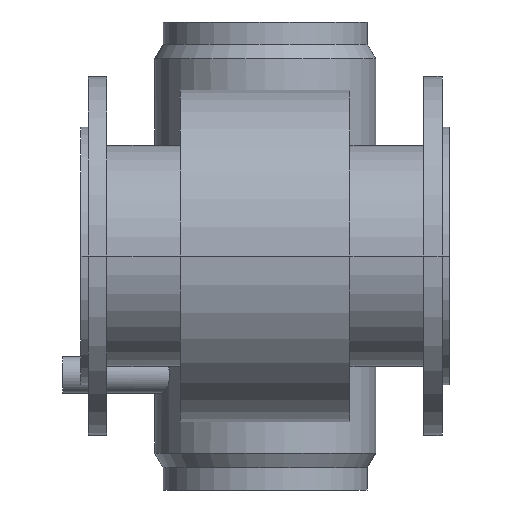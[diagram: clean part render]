
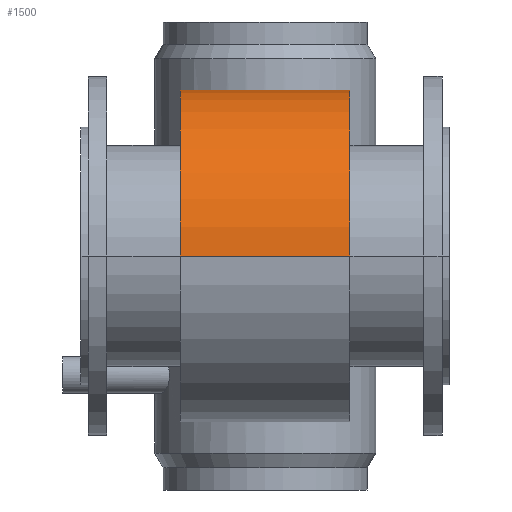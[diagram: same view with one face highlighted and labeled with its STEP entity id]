
A CAD part, front view. The second image highlights one B-rep face of the part: STEP entity #1500.
In plain terms, the highlighted cylindrical face has radius 90 mm (diameter 180 mm), a partial arc.
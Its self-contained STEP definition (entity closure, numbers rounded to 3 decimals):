
#89 = VECTOR ( 'NONE', #583, 1000. ) ;
#113 = VERTEX_POINT ( 'NONE', #2319 ) ;
#131 = AXIS2_PLACEMENT_3D ( 'NONE', #763, #1478, #3243 ) ;
#134 = CARTESIAN_POINT ( 'NONE',  ( -12.081, 89.943, 3.236 ) ) ;
#154 = EDGE_CURVE ( 'NONE', #2864, #1399, #2065, .T. ) ;
#172 = CARTESIAN_POINT ( 'NONE',  ( 0., 89.128, 12.5 ) ) ;
#209 = CARTESIAN_POINT ( 'NONE',  ( -3.242, 89.186, 12.079 ) ) ;
#226 = CARTESIAN_POINT ( 'NONE',  ( 12.5, 90., 0. ) ) ;
#276 = ORIENTED_EDGE ( 'NONE', *, *, #929, .T. ) ;
#334 = LINE ( 'NONE', #1573, #89 ) ;
#345 = VECTOR ( 'NONE', #2628, 1000. ) ;
#429 = CARTESIAN_POINT ( 'NONE',  ( -9.922, 89.678, 7.614 ) ) ;
#438 = VECTOR ( 'NONE', #1490, 1000. ) ;
#460 = CARTESIAN_POINT ( 'NONE',  ( -11.842, 89.911, 4.022 ) ) ;
#467 = CARTESIAN_POINT ( 'NONE',  ( 12.399, 89.986, 1.638 ) ) ;
#480 = CARTESIAN_POINT ( 'NONE',  ( 5.537, 89.299, 11.214 ) ) ;
#492 = CARTESIAN_POINT ( 'NONE',  ( 12.5, 90., 0.408 ) ) ;
#500 = CARTESIAN_POINT ( 'NONE',  ( 9.42, 89.622, 8.257 ) ) ;
#551 = B_SPLINE_CURVE_WITH_KNOTS ( 'NONE', 3,
 ( #226, #492, #1481, #467, #2213, #714, #972, #2448, #2000, #1465, #1722, #1742, #500, #2231, #2725, #2241, #1985, #480, #2478, #994, #2434, #1565, #1576, #581, #2093, #1504 ),
 .UNSPECIFIED., .F., .F.,
 ( 4, 2, 2, 2, 2, 2, 2, 2, 2, 2, 2, 2, 4 ),
 ( 0.02, 0.021, 0.022, 0.024, 0.026, 0.027, 0.029, 0.032, 0.033, 0.034, 0.037, 0.038, 0.039 ),
 .UNSPECIFIED. ) ;
#581 = CARTESIAN_POINT ( 'NONE',  ( 0.817, 89.131, 12.48 ) ) ;
#583 = DIRECTION ( 'NONE',  ( -1., 0., 0. ) ) ;
#596 = ORIENTED_EDGE ( 'NONE', *, *, #1499, .T. ) ;
#674 = FACE_OUTER_BOUND ( 'NONE', #2941, .T. ) ;
#679 = CARTESIAN_POINT ( 'NONE',  ( -6.607, 89.372, 10.619 ) ) ;
#714 = CARTESIAN_POINT ( 'NONE',  ( 12.098, 89.945, 3.249 ) ) ;
#722 = AXIS2_PLACEMENT_3D ( 'NONE', #2663, #2914, #1673 ) ;
#763 = CARTESIAN_POINT ( 'NONE',  ( -100., 0., 0. ) ) ;
#838 = CARTESIAN_POINT ( 'NONE',  ( -100., -90., 0. ) ) ;
#929 = EDGE_CURVE ( 'NONE', #2919, #113, #334, .T. ) ;
#931 = CARTESIAN_POINT ( 'NONE',  ( 0., 89.128, 12.5 ) ) ;
#947 = CARTESIAN_POINT ( 'NONE',  ( -1.629, 89.139, 12.421 ) ) ;
#972 = CARTESIAN_POINT ( 'NONE',  ( 11.861, 89.913, 4.028 ) ) ;
#994 = CARTESIAN_POINT ( 'NONE',  ( 4.028, 89.215, 11.862 ) ) ;
#1118 = VERTEX_POINT ( 'NONE', #2358 ) ;
#1119 = CARTESIAN_POINT ( 'NONE',  ( -12.419, 89.989, 1.641 ) ) ;
#1200 = CARTESIAN_POINT ( 'NONE',  ( -10.847, 89.784, 6.266 ) ) ;
#1205 = CARTESIAN_POINT ( 'NONE',  ( -100., 90., 0. ) ) ;
#1214 = CARTESIAN_POINT ( 'NONE',  ( -5.161, 89.276, 11.392 ) ) ;
#1218 = CIRCLE ( 'NONE', #722, 90. ) ;
#1219 = CARTESIAN_POINT ( 'NONE',  ( 12.5, 90., 0. ) ) ;
#1233 = CARTESIAN_POINT ( 'NONE',  ( 46., 90., 0. ) ) ;
#1314 = ORIENTED_EDGE ( 'NONE', *, *, #2286, .F. ) ;
#1369 = ORIENTED_EDGE ( 'NONE', *, *, #154, .T. ) ;
#1399 = VERTEX_POINT ( 'NONE', #1233 ) ;
#1465 = CARTESIAN_POINT ( 'NONE',  ( 10.827, 89.783, 6.261 ) ) ;
#1478 = DIRECTION ( 'NONE',  ( -1., 0., 0. ) ) ;
#1481 = CARTESIAN_POINT ( 'NONE',  ( 12.48, 89.997, 0.817 ) ) ;
#1490 = DIRECTION ( 'NONE',  ( -1., 0., 0. ) ) ;
#1499 = EDGE_CURVE ( 'NONE', #2046, #2919, #3042, .T. ) ;
#1500 = ADVANCED_FACE ( 'NONE', ( #674 ), #2976, .T. ) ;
#1504 = CARTESIAN_POINT ( 'NONE',  ( 0., 89.128, 12.5 ) ) ;
#1565 = CARTESIAN_POINT ( 'NONE',  ( 2.046, 89.15, 12.338 ) ) ;
#1573 = CARTESIAN_POINT ( 'NONE',  ( -100., 90., 0. ) ) ;
#1576 = CARTESIAN_POINT ( 'NONE',  ( 1.638, 89.142, 12.399 ) ) ;
#1673 = DIRECTION ( 'NONE',  ( 0., -1., 0. ) ) ;
#1676 = AXIS2_PLACEMENT_3D ( 'NONE', #2061, #1790, #2561 ) ;
#1681 = CARTESIAN_POINT ( 'NONE',  ( -9.124, 89.593, 8.554 ) ) ;
#1691 = CARTESIAN_POINT ( 'NONE',  ( -11.703, 89.893, 4.412 ) ) ;
#1695 = CARTESIAN_POINT ( 'NONE',  ( -0.816, 89.128, 12.5 ) ) ;
#1722 = CARTESIAN_POINT ( 'NONE',  ( 10.617, 89.758, 6.611 ) ) ;
#1742 = CARTESIAN_POINT ( 'NONE',  ( 9.938, 89.679, 7.625 ) ) ;
#1761 = LINE ( 'NONE', #1205, #438 ) ;
#1790 = DIRECTION ( 'NONE',  ( -1., 0., 0. ) ) ;
#1943 = CARTESIAN_POINT ( 'NONE',  ( -9.399, 89.622, 8.251 ) ) ;
#1965 = CARTESIAN_POINT ( 'NONE',  ( -4.025, 89.218, 11.841 ) ) ;
#1985 = CARTESIAN_POINT ( 'NONE',  ( 6.26, 89.347, 10.827 ) ) ;
#2000 = CARTESIAN_POINT ( 'NONE',  ( 11.214, 89.83, 5.539 ) ) ;
#2046 = VERTEX_POINT ( 'NONE', #172 ) ;
#2052 = ORIENTED_EDGE ( 'NONE', *, *, #2344, .F. ) ;
#2061 = CARTESIAN_POINT ( 'NONE',  ( 46., 0., 0. ) ) ;
#2065 = CIRCLE ( 'NONE', #1676, 90. ) ;
#2084 = CARTESIAN_POINT ( 'NONE',  ( -12.5, 90., 0. ) ) ;
#2093 = CARTESIAN_POINT ( 'NONE',  ( 0.408, 89.128, 12.5 ) ) ;
#2134 = CARTESIAN_POINT ( 'NONE',  ( -12.5, 90., 0.827 ) ) ;
#2174 = EDGE_CURVE ( 'NONE', #1399, #2550, #1761, .T. ) ;
#2206 = CARTESIAN_POINT ( 'NONE',  ( -4.409, 89.236, 11.704 ) ) ;
#2213 = CARTESIAN_POINT ( 'NONE',  ( 12.338, 89.978, 2.046 ) ) ;
#2231 = CARTESIAN_POINT ( 'NONE',  ( 8.255, 89.507, 9.422 ) ) ;
#2241 = CARTESIAN_POINT ( 'NONE',  ( 6.61, 89.372, 10.617 ) ) ;
#2273 = CARTESIAN_POINT ( 'NONE',  ( 46., -90., 0. ) ) ;
#2286 = EDGE_CURVE ( 'NONE', #2864, #1118, #3178, .T. ) ;
#2319 = CARTESIAN_POINT ( 'NONE',  ( -46., 90., 0. ) ) ;
#2344 = EDGE_CURVE ( 'NONE', #1118, #113, #1218, .T. ) ;
#2358 = CARTESIAN_POINT ( 'NONE',  ( -46., -90., 0. ) ) ;
#2419 = CARTESIAN_POINT ( 'NONE',  ( -7.631, 89.451, 9.935 ) ) ;
#2434 = CARTESIAN_POINT ( 'NONE',  ( 3.249, 89.183, 12.098 ) ) ;
#2441 = CARTESIAN_POINT ( 'NONE',  ( -11.231, 89.832, 5.548 ) ) ;
#2448 = CARTESIAN_POINT ( 'NONE',  ( 11.391, 89.853, 5.164 ) ) ;
#2478 = CARTESIAN_POINT ( 'NONE',  ( 5.162, 89.276, 11.391 ) ) ;
#2530 = EDGE_CURVE ( 'NONE', #2550, #2046, #551, .T. ) ;
#2550 = VERTEX_POINT ( 'NONE', #1219 ) ;
#2561 = DIRECTION ( 'NONE',  ( 0., -1., 0. ) ) ;
#2616 = ORIENTED_EDGE ( 'NONE', *, *, #2174, .T. ) ;
#2620 = CARTESIAN_POINT ( 'NONE',  ( -12.5, 90., 0. ) ) ;
#2628 = DIRECTION ( 'NONE',  ( -1., 0., 0. ) ) ;
#2663 = CARTESIAN_POINT ( 'NONE',  ( -46., 0., 0. ) ) ;
#2683 = CARTESIAN_POINT ( 'NONE',  ( -6.252, 89.346, 10.832 ) ) ;
#2725 = CARTESIAN_POINT ( 'NONE',  ( 7.625, 89.451, 9.939 ) ) ;
#2864 = VERTEX_POINT ( 'NONE', #2273 ) ;
#2914 = DIRECTION ( 'NONE',  ( -1., 0., 0. ) ) ;
#2919 = VERTEX_POINT ( 'NONE', #2084 ) ;
#2924 = CARTESIAN_POINT ( 'NONE',  ( -5.53, 89.298, 11.218 ) ) ;
#2941 = EDGE_LOOP ( 'NONE', ( #1369, #2616, #3134, #596, #276, #2052, #1314 ) ) ;
#2976 = CYLINDRICAL_SURFACE ( 'NONE', #131, 90. ) ;
#3042 = B_SPLINE_CURVE_WITH_KNOTS ( 'NONE', 3,
 ( #931, #1695, #947, #3215, #209, #1965, #2206, #1214, #2924, #2683, #679, #2419, #3197, #1681, #1943, #429, #3203, #1200, #2441, #1691, #460, #134, #3127, #1119, #2134, #2620 ),
 .UNSPECIFIED., .F., .F.,
 ( 4, 2, 2, 2, 2, 2, 2, 2, 2, 2, 2, 2, 4 ),
 ( 0.039, 0.042, 0.043, 0.044, 0.045, 0.046, 0.049, 0.05, 0.051, 0.054, 0.055, 0.056, 0.059 ),
 .UNSPECIFIED. ) ;
#3127 = CARTESIAN_POINT ( 'NONE',  ( -12.18, 89.956, 2.84 ) ) ;
#3134 = ORIENTED_EDGE ( 'NONE', *, *, #2530, .T. ) ;
#3178 = LINE ( 'NONE', #838, #345 ) ;
#3197 = CARTESIAN_POINT ( 'NONE',  ( -8.259, 89.508, 9.418 ) ) ;
#3203 = CARTESIAN_POINT ( 'NONE',  ( -10.167, 89.705, 7.284 ) ) ;
#3215 = CARTESIAN_POINT ( 'NONE',  ( -2.84, 89.172, 12.18 ) ) ;
#3243 = DIRECTION ( 'NONE',  ( 0., -1., 0. ) ) ;
